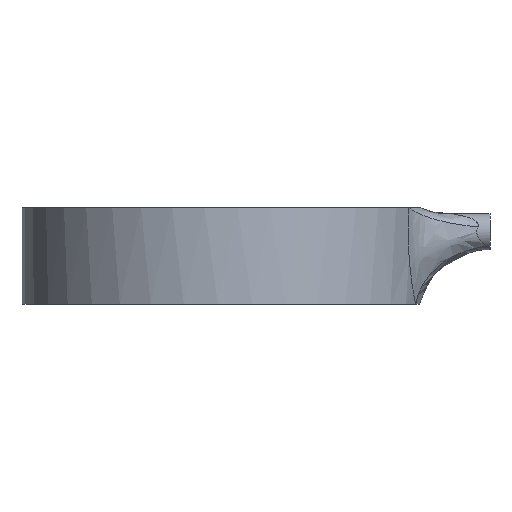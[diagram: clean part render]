
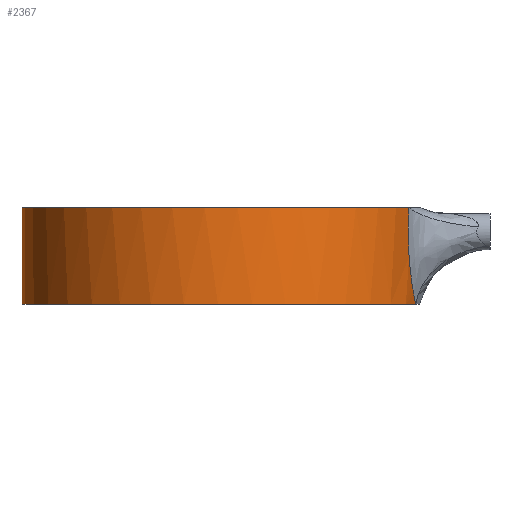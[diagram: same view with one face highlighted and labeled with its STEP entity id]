
A CAD part, front view. The second image highlights one B-rep face of the part: STEP entity #2367.
In plain terms, the highlighted cylindrical face has radius 82 mm (diameter 164 mm), a partial arc.
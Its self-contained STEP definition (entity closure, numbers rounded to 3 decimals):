
#104 = DIRECTION ( 'NONE',  ( -1., 0., 0. ) ) ;
#134 = DIRECTION ( 'NONE',  ( 0., 0., -1. ) ) ;
#166 = CARTESIAN_POINT ( 'NONE',  ( 77.26, -27.474, 31.116 ) ) ;
#182 = CARTESIAN_POINT ( 'NONE',  ( 77.285, -27.405, 32.901 ) ) ;
#205 = AXIS2_PLACEMENT_3D ( 'NONE', #2386, #2354, #411 ) ;
#215 = CARTESIAN_POINT ( 'NONE',  ( 77.285, -27.404, 27.538 ) ) ;
#231 = CARTESIAN_POINT ( 'NONE',  ( 77.372, -27.159, 35.572 ) ) ;
#402 = DIRECTION ( 'NONE',  ( 0., 0., 1. ) ) ;
#411 = DIRECTION ( 'NONE',  ( 1., 0., 0. ) ) ;
#457 = CARTESIAN_POINT ( 'NONE',  ( 78.389, -24.073, 11.871 ) ) ;
#475 = CARTESIAN_POINT ( 'NONE',  ( 78.009, -25.278, 15.246 ) ) ;
#508 = CARTESIAN_POINT ( 'NONE',  ( 77.409, -27.053, 36.461 ) ) ;
#712 = CARTESIAN_POINT ( 'NONE',  ( 80.328, -16.473, 0. ) ) ;
#727 = AXIS2_PLACEMENT_3D ( 'NONE', #1504, #402, #2643 ) ;
#789 = CARTESIAN_POINT ( 'NONE',  ( 80.202, -17.089, 0.631 ) ) ;
#850 = VERTEX_POINT ( 'NONE', #1907 ) ;
#862 = B_SPLINE_CURVE_WITH_KNOTS ( 'NONE', 3,
 ( #712, #789, #1091, #1335, #1902, #3062, #1576, #3345, #457, #475, #3310, #1871, #1645, #3639, #1629, #215, #1072, #166, #182, #231, #508, #1368, #1851, #2205 ),
 .UNSPECIFIED., .F., .F.,
 ( 4, 2, 2, 2, 2, 2, 2, 2, 2, 2, 2, 4 ),
 ( 0.122, 0.124, 0.127, 0.132, 0.138, 0.143, 0.148, 0.151, 0.154, 0.159, 0.162, 0.164 ),
 .UNSPECIFIED. ) ;
#971 = EDGE_CURVE ( 'NONE', #1821, #850, #1269, .T. ) ;
#1045 = VERTEX_POINT ( 'NONE', #3028 ) ;
#1072 = CARTESIAN_POINT ( 'NONE',  ( 77.273, -27.439, 28.433 ) ) ;
#1090 = EDGE_CURVE ( 'NONE', #850, #1853, #862, .T. ) ;
#1091 = CARTESIAN_POINT ( 'NONE',  ( 80.074, -17.678, 1.289 ) ) ;
#1098 = VECTOR ( 'NONE', #1996, 1000. ) ;
#1150 = ORIENTED_EDGE ( 'NONE', *, *, #1499, .T. ) ;
#1236 = CYLINDRICAL_SURFACE ( 'NONE', #1752, 82. ) ;
#1269 = CIRCLE ( 'NONE', #727, 82. ) ;
#1335 = CARTESIAN_POINT ( 'NONE',  ( 79.817, -18.806, 2.658 ) ) ;
#1368 = CARTESIAN_POINT ( 'NONE',  ( 77.499, -26.793, 38.237 ) ) ;
#1370 = ORIENTED_EDGE ( 'NONE', *, *, #1090, .T. ) ;
#1499 = EDGE_CURVE ( 'NONE', #1045, #1821, #2858, .T. ) ;
#1504 = CARTESIAN_POINT ( 'NONE',  ( 0., 0., 0. ) ) ;
#1514 = FACE_OUTER_BOUND ( 'NONE', #3666, .T. ) ;
#1542 = ORIENTED_EDGE ( 'NONE', *, *, #2245, .F. ) ;
#1576 = CARTESIAN_POINT ( 'NONE',  ( 79.06, -21.777, 7.082 ) ) ;
#1629 = CARTESIAN_POINT ( 'NONE',  ( 77.327, -27.286, 25.745 ) ) ;
#1645 = CARTESIAN_POINT ( 'NONE',  ( 77.468, -26.884, 22.181 ) ) ;
#1718 = CARTESIAN_POINT ( 'NONE',  ( -82., 0., 40. ) ) ;
#1752 = AXIS2_PLACEMENT_3D ( 'NONE', #2069, #134, #104 ) ;
#1765 = CARTESIAN_POINT ( 'NONE',  ( 77.613, -26.461, 40. ) ) ;
#1821 = VERTEX_POINT ( 'NONE', #3349 ) ;
#1851 = CARTESIAN_POINT ( 'NONE',  ( 77.553, -26.639, 39.123 ) ) ;
#1853 = VERTEX_POINT ( 'NONE', #1765 ) ;
#1871 = CARTESIAN_POINT ( 'NONE',  ( 77.574, -26.579, 20.425 ) ) ;
#1902 = CARTESIAN_POINT ( 'NONE',  ( 79.687, -19.346, 3.372 ) ) ;
#1907 = CARTESIAN_POINT ( 'NONE',  ( 80.328, -16.473, 0. ) ) ;
#1996 = DIRECTION ( 'NONE',  ( 0., 0., -1. ) ) ;
#2067 = ORIENTED_EDGE ( 'NONE', *, *, #971, .T. ) ;
#2069 = CARTESIAN_POINT ( 'NONE',  ( 0., 0., 40. ) ) ;
#2205 = CARTESIAN_POINT ( 'NONE',  ( 77.613, -26.461, 40. ) ) ;
#2245 = EDGE_CURVE ( 'NONE', #1045, #1853, #3297, .T. ) ;
#2354 = DIRECTION ( 'NONE',  ( 0., 0., 1. ) ) ;
#2367 = ADVANCED_FACE ( 'NONE', ( #1514 ), #1236, .T. ) ;
#2386 = CARTESIAN_POINT ( 'NONE',  ( 0., 0., 40. ) ) ;
#2643 = DIRECTION ( 'NONE',  ( 1., 0., 0. ) ) ;
#2858 = LINE ( 'NONE', #1718, #1098 ) ;
#3028 = CARTESIAN_POINT ( 'NONE',  ( -82., 0., 40. ) ) ;
#3062 = CARTESIAN_POINT ( 'NONE',  ( 79.305, -20.876, 5.56 ) ) ;
#3297 = CIRCLE ( 'NONE', #205, 82. ) ;
#3310 = CARTESIAN_POINT ( 'NONE',  ( 77.845, -25.776, 16.957 ) ) ;
#3345 = CARTESIAN_POINT ( 'NONE',  ( 78.602, -23.376, 10.238 ) ) ;
#3349 = CARTESIAN_POINT ( 'NONE',  ( -82., 0., 0. ) ) ;
#3639 = CARTESIAN_POINT ( 'NONE',  ( 77.356, -27.203, 24.848 ) ) ;
#3666 = EDGE_LOOP ( 'NONE', ( #1542, #1150, #2067, #1370 ) ) ;
